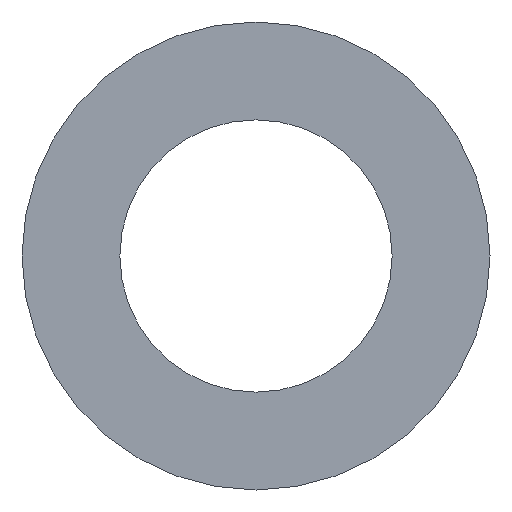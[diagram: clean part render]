
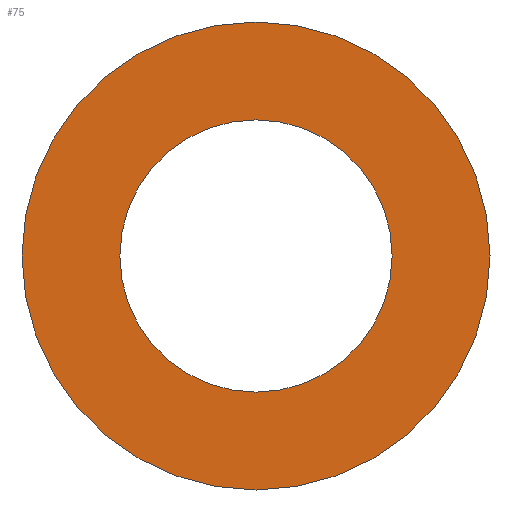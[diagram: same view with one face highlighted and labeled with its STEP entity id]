
A CAD part, front view. The second image highlights one B-rep face of the part: STEP entity #75.
In plain terms, the highlighted planar face has unit normal (0, -1, 0).
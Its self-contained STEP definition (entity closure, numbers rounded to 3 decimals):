
#2 = FACE_BOUND ( 'NONE', #14, .T. ) ;
#9 = EDGE_LOOP ( 'NONE', ( #196, #143 ) ) ;
#14 = EDGE_LOOP ( 'NONE', ( #114, #145 ) ) ;
#15 = DIRECTION ( 'NONE',  ( 0., 1., 0. ) ) ;
#16 = FACE_OUTER_BOUND ( 'NONE', #9, .T. ) ;
#19 = CARTESIAN_POINT ( 'NONE',  ( 0., 0., 0. ) ) ;
#39 = CIRCLE ( 'NONE', #98, 1.6 ) ;
#41 = VERTEX_POINT ( 'NONE', #62 ) ;
#44 = DIRECTION ( 'NONE',  ( 0., 1., 0. ) ) ;
#46 = CARTESIAN_POINT ( 'NONE',  ( 0., 0., 0. ) ) ;
#48 = PLANE ( 'NONE',  #72 ) ;
#53 = CIRCLE ( 'NONE', #178, 2.75 ) ;
#56 = VERTEX_POINT ( 'NONE', #184 ) ;
#59 = DIRECTION ( 'NONE',  ( 0., 0., 1. ) ) ;
#61 = DIRECTION ( 'NONE',  ( 0., 1., 0. ) ) ;
#62 = CARTESIAN_POINT ( 'NONE',  ( 0., 0., -1.6 ) ) ;
#63 = CIRCLE ( 'NONE', #200, 1.6 ) ;
#72 = AXIS2_PLACEMENT_3D ( 'NONE', #153, #44, #118 ) ;
#75 = ADVANCED_FACE ( 'NONE', ( #16, #2 ), #48, .F. ) ;
#82 = CARTESIAN_POINT ( 'NONE',  ( 0., 0., 1.6 ) ) ;
#88 = VERTEX_POINT ( 'NONE', #82 ) ;
#95 = EDGE_CURVE ( 'NONE', #110, #56, #53, .T. ) ;
#98 = AXIS2_PLACEMENT_3D ( 'NONE', #46, #61, #186 ) ;
#102 = DIRECTION ( 'NONE',  ( 0., 1., 0. ) ) ;
#108 = CIRCLE ( 'NONE', #192, 2.75 ) ;
#110 = VERTEX_POINT ( 'NONE', #119 ) ;
#114 = ORIENTED_EDGE ( 'NONE', *, *, #182, .T. ) ;
#118 = DIRECTION ( 'NONE',  ( 0., 0., 1. ) ) ;
#119 = CARTESIAN_POINT ( 'NONE',  ( 0., 0., -2.75 ) ) ;
#121 = DIRECTION ( 'NONE',  ( 0., 0., 1. ) ) ;
#139 = EDGE_CURVE ( 'NONE', #56, #110, #108, .T. ) ;
#143 = ORIENTED_EDGE ( 'NONE', *, *, #139, .F. ) ;
#145 = ORIENTED_EDGE ( 'NONE', *, *, #165, .T. ) ;
#153 = CARTESIAN_POINT ( 'NONE',  ( 0., 0., 0. ) ) ;
#165 = EDGE_CURVE ( 'NONE', #88, #41, #63, .T. ) ;
#167 = CARTESIAN_POINT ( 'NONE',  ( 0., 0., 0. ) ) ;
#169 = DIRECTION ( 'NONE',  ( 0., 1., 0. ) ) ;
#178 = AXIS2_PLACEMENT_3D ( 'NONE', #19, #102, #121 ) ;
#182 = EDGE_CURVE ( 'NONE', #41, #88, #39, .T. ) ;
#184 = CARTESIAN_POINT ( 'NONE',  ( 0., 0., 2.75 ) ) ;
#186 = DIRECTION ( 'NONE',  ( 0., 0., 1. ) ) ;
#192 = AXIS2_PLACEMENT_3D ( 'NONE', #167, #15, #197 ) ;
#196 = ORIENTED_EDGE ( 'NONE', *, *, #95, .F. ) ;
#197 = DIRECTION ( 'NONE',  ( 0., 0., 1. ) ) ;
#200 = AXIS2_PLACEMENT_3D ( 'NONE', #214, #169, #59 ) ;
#214 = CARTESIAN_POINT ( 'NONE',  ( 0., 0., 0. ) ) ;
